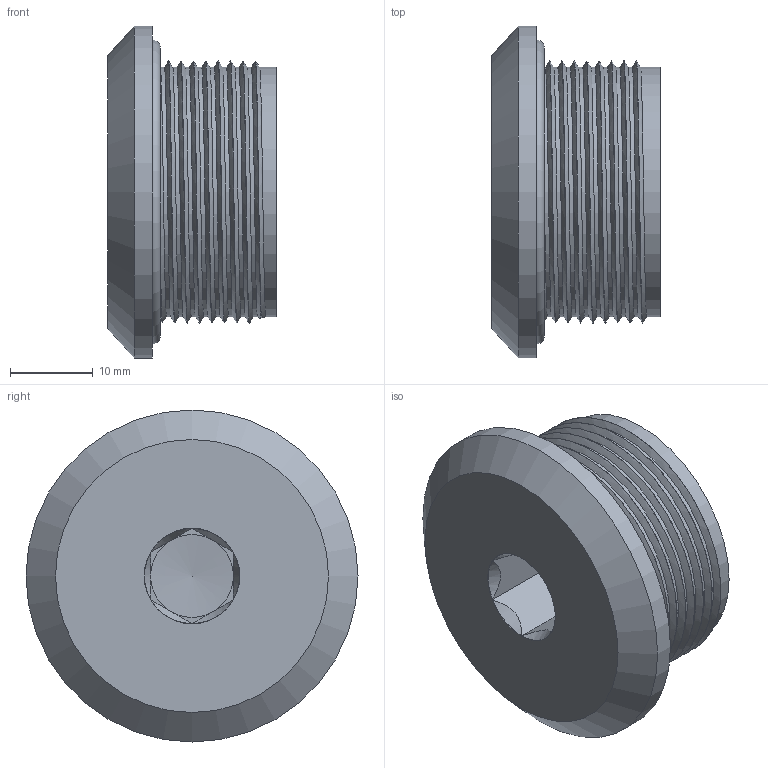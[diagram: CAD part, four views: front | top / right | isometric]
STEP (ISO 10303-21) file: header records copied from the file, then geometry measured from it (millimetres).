
FILE_DESCRIPTION(/* description */ ('VSS-Innensechskant M 32x1,5'),/* implementation_level */ '2;1');
FILE_NAME(/* name */ 'PDE400600-RST.stp',/* time_stamp */ '2024-08-08T13:20:54+02:00',/* author */ ('sl'),/* organization */ (''),/* preprocessor_version */ 'ST-DEVELOPER v16.5',/* originating_system */ 'Autodesk Inventor 2017',/* authorisation */ '');
FILE_SCHEMA (('CONFIG_CONTROL_DESIGN'));
Length unit declared in the file: millimetre
Products named in the file (3): PDE400600; PDE400600_1; PDE400600_2
Assembly tree (2 placements, depth 2):
  PDE400600
    PDE400600_1
    PDE400600_2
Bounding box: 20.4 x 40.12 x 40.12 mm (x, y, z)
Volume: 16396 mm3; surface area: 8178.5 mm2
Topology: 3 solids, 3 shells, 43 faces, 87 edges, 51 vertices
Faces by surface type: plane 19, cone 14, cylinder 6, bspline 2, torus 2
Full cylindrical faces by diameter (mm): 3.7 x1, 30.168 x1, 40.12 x1
Entity records: 2660 total; most frequent: CARTESIAN_POINT 1725, DIRECTION 175, ORIENTED_EDGE 160, EDGE_CURVE 80, AXIS2_PLACEMENT_3D 75, EDGE_LOOP 52, VERTEX_POINT 50, FACE_OUTER_BOUND 43
